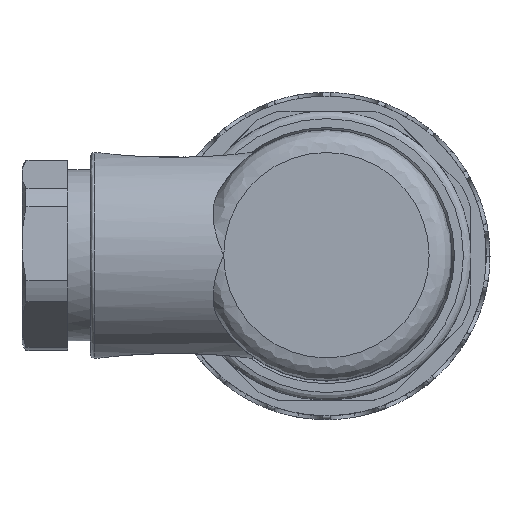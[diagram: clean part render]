
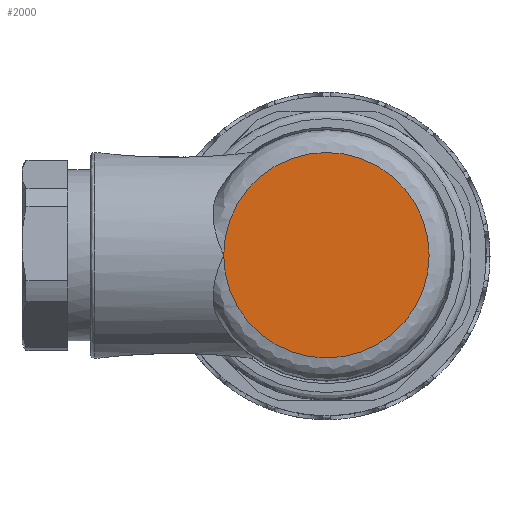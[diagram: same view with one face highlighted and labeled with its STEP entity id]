
A CAD part, top view. The second image highlights one B-rep face of the part: STEP entity #2000.
In plain terms, the highlighted planar face has unit normal (0, 0, 1).
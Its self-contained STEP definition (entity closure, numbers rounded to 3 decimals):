
#2000=ADVANCED_FACE('',(#3511),#2621,.T.);
#2621=PLANE('',#19438);
#3511=FACE_OUTER_BOUND('',#4544,.T.);
#4544=EDGE_LOOP('',(#10167,#10168));
#5163=CIRCLE('',#19436,13.5);
#5164=CIRCLE('',#19437,13.5);
#10167=ORIENTED_EDGE('',*,*,#14656,.T.);
#10168=ORIENTED_EDGE('',*,*,#14657,.T.);
#12084=VERTEX_POINT('',#31683);
#12085=VERTEX_POINT('',#31684);
#14656=EDGE_CURVE('',#12084,#12085,#5163,.T.);
#14657=EDGE_CURVE('',#12085,#12084,#5164,.T.);
#19436=AXIS2_PLACEMENT_3D('',#31682,#23874,#23875);
#19437=AXIS2_PLACEMENT_3D('',#31685,#23876,#23877);
#19438=AXIS2_PLACEMENT_3D('',#31686,#23878,#23879);
#23874=DIRECTION('',(0.,0.,1.));
#23875=DIRECTION('',(1.,0.,0.));
#23876=DIRECTION('',(0.,0.,1.));
#23877=DIRECTION('',(-1.,0.,0.));
#23878=DIRECTION('',(0.,0.,1.));
#23879=DIRECTION('',(1.,0.,0.));
#31682=CARTESIAN_POINT('',(0.,0.,83.));
#31683=CARTESIAN_POINT('',(13.5,0.,83.));
#31684=CARTESIAN_POINT('',(-13.5,0.,83.));
#31685=CARTESIAN_POINT('',(0.,0.,83.));
#31686=CARTESIAN_POINT('',(-14.85,-14.85,83.));
